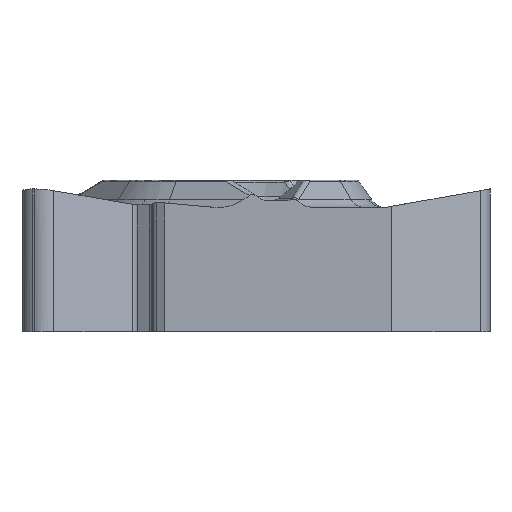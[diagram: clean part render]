
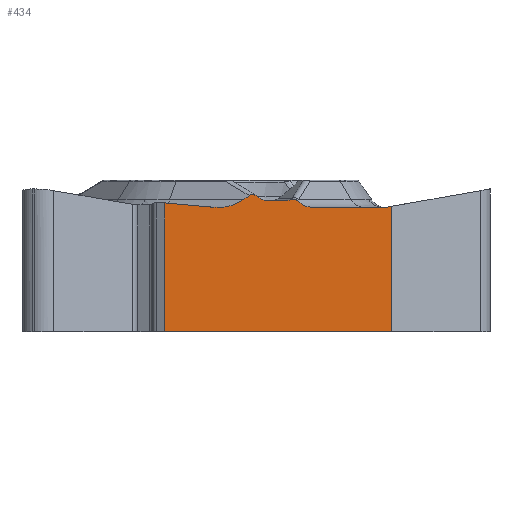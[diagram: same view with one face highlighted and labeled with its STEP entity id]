
A CAD part, left-side view. The second image highlights one B-rep face of the part: STEP entity #434.
In plain terms, the highlighted planar face has unit normal (-1, 0, 0).
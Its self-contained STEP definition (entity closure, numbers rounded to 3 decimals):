
#226=FACE_OUTER_BOUND('',#644,.T.);
#317=ELLIPSE('',#2719,0.309,0.3);
#320=ELLIPSE('',#2724,0.309,0.3);
#321=ELLIPSE('',#2729,1.5,0.75);
#322=ELLIPSE('',#2732,0.884,0.75);
#323=ELLIPSE('',#2734,0.304,0.205);
#335=ELLIPSE('',#2785,1.5,0.75);
#434=ADVANCED_FACE('',(#226),#518,.F.);
#518=PLANE('',#2786);
#644=EDGE_LOOP('',(#1249,#1250,#1251,#1252,#1253,#1254,#1255,#1256,#1257,
#1258,#1259,#1260,#1261,#1262,#1263,#1264,#1265));
#750=CIRCLE('',#2726,0.75);
#1249=ORIENTED_EDGE('',*,*,#2063,.T.);
#1250=ORIENTED_EDGE('',*,*,#2064,.T.);
#1251=ORIENTED_EDGE('',*,*,#2065,.T.);
#1252=ORIENTED_EDGE('',*,*,#2003,.T.);
#1253=ORIENTED_EDGE('',*,*,#1990,.T.);
#1254=ORIENTED_EDGE('',*,*,#1970,.T.);
#1255=ORIENTED_EDGE('',*,*,#1998,.T.);
#1256=ORIENTED_EDGE('',*,*,#2001,.F.);
#1257=ORIENTED_EDGE('',*,*,#1988,.T.);
#1258=ORIENTED_EDGE('',*,*,#1815,.T.);
#1259=ORIENTED_EDGE('',*,*,#1978,.T.);
#1260=ORIENTED_EDGE('',*,*,#1983,.T.);
#1261=ORIENTED_EDGE('',*,*,#1999,.F.);
#1262=ORIENTED_EDGE('',*,*,#1975,.T.);
#1263=ORIENTED_EDGE('',*,*,#1994,.T.);
#1264=ORIENTED_EDGE('',*,*,#2066,.T.);
#1265=ORIENTED_EDGE('',*,*,#2067,.T.);
#1580=VERTEX_POINT('',#3984);
#1581=VERTEX_POINT('',#3986);
#1685=VERTEX_POINT('',#4677);
#1688=VERTEX_POINT('',#4682);
#1689=VERTEX_POINT('',#4686);
#1693=VERTEX_POINT('',#4693);
#1695=VERTEX_POINT('',#4708);
#1699=VERTEX_POINT('',#4724);
#1700=VERTEX_POINT('',#4731);
#1704=VERTEX_POINT('',#4751);
#1706=VERTEX_POINT('',#4757);
#1709=VERTEX_POINT('',#4768);
#1710=VERTEX_POINT('',#4801);
#1744=VERTEX_POINT('',#5165);
#1745=VERTEX_POINT('',#5166);
#1746=VERTEX_POINT('',#5168);
#1747=VERTEX_POINT('',#5171);
#1815=EDGE_CURVE('',#1581,#1580,#2196,.T.);
#1970=EDGE_CURVE('',#1685,#1688,#2258,.T.);
#1975=EDGE_CURVE('',#1689,#1693,#2263,.T.);
#1978=EDGE_CURVE('',#1580,#1695,#317,.T.);
#1983=EDGE_CURVE('',#1695,#1699,#2267,.T.);
#1988=EDGE_CURVE('',#1700,#1581,#320,.T.);
#1990=EDGE_CURVE('',#1704,#1685,#750,.T.);
#1994=EDGE_CURVE('',#1693,#1706,#321,.T.);
#1998=EDGE_CURVE('',#1688,#1709,#322,.T.);
#1999=EDGE_CURVE('',#1689,#1699,#323,.T.);
#2001=EDGE_CURVE('',#1700,#1709,#2570,.T.);
#2003=EDGE_CURVE('',#1710,#1704,#2273,.T.);
#2063=EDGE_CURVE('',#1744,#1745,#2289,.T.);
#2064=EDGE_CURVE('',#1745,#1746,#2290,.T.);
#2065=EDGE_CURVE('',#1746,#1710,#2291,.T.);
#2066=EDGE_CURVE('',#1706,#1747,#335,.T.);
#2067=EDGE_CURVE('',#1747,#1744,#2292,.T.);
#2196=LINE('',#3985,#2364);
#2258=LINE('',#4683,#2426);
#2263=LINE('',#4694,#2431);
#2267=LINE('',#4725,#2435);
#2273=LINE('',#4800,#2441);
#2289=LINE('',#5164,#2457);
#2290=LINE('',#5167,#2458);
#2291=LINE('',#5169,#2459);
#2292=LINE('',#5172,#2460);
#2364=VECTOR('',#2897,1.);
#2426=VECTOR('',#3163,1.);
#2431=VECTOR('',#3170,1.);
#2435=VECTOR('',#3182,1.);
#2441=VECTOR('',#3220,1.);
#2457=VECTOR('',#3330,1.);
#2458=VECTOR('',#3331,1.);
#2459=VECTOR('',#3332,1.);
#2460=VECTOR('',#3335,1.);
#2570=B_SPLINE_CURVE_WITH_KNOTS('',3,(#4774,#4775,#4776,#4777,#4778,#4779,
#4780,#4781,#4782,#4783,#4784,#4785,#4786),.UNSPECIFIED.,.F.,.F.,(4,3,3,
3,4),(0.,0.307,0.616,0.896,1.),
 .UNSPECIFIED.);
#2719=AXIS2_PLACEMENT_3D('',#4709,#3174,#3175);
#2724=AXIS2_PLACEMENT_3D('',#4747,#3188,#3189);
#2726=AXIS2_PLACEMENT_3D('',#4750,#3193,#3194);
#2729=AXIS2_PLACEMENT_3D('',#4758,#3201,#3202);
#2732=AXIS2_PLACEMENT_3D('',#4769,#3208,#3209);
#2734=AXIS2_PLACEMENT_3D('',#4771,#3212,#3213);
#2785=AXIS2_PLACEMENT_3D('',#5170,#3333,#3334);
#2786=AXIS2_PLACEMENT_3D('',#5173,#3336,#3337);
#2897=DIRECTION('',(0.,1.,0.));
#3163=DIRECTION('',(0.,1.,0.));
#3170=DIRECTION('',(0.,0.814,-0.581));
#3174=DIRECTION('',(1.,0.,0.));
#3175=DIRECTION('',(0.,1.,0.));
#3182=DIRECTION('',(0.,0.775,0.631));
#3188=DIRECTION('',(1.,0.,0.));
#3189=DIRECTION('',(0.,1.,0.));
#3193=DIRECTION('',(1.,0.,0.));
#3194=DIRECTION('',(0.,1.,0.));
#3201=DIRECTION('',(1.,0.,0.));
#3202=DIRECTION('',(0.,1.,0.));
#3208=DIRECTION('',(1.,0.,0.));
#3209=DIRECTION('',(0.,1.,0.));
#3212=DIRECTION('',(1.,0.,0.));
#3213=DIRECTION('',(0.,-0.858,-0.514));
#3220=DIRECTION('',(0.,0.985,-0.174));
#3330=DIRECTION('',(0.,0.,-1.));
#3331=DIRECTION('',(0.,-1.,0.));
#3332=DIRECTION('',(0.,0.,1.));
#3333=DIRECTION('',(1.,0.,0.));
#3334=DIRECTION('',(0.,1.,0.));
#3335=DIRECTION('',(0.,0.996,0.088));
#3336=DIRECTION('',(1.,0.,0.));
#3337=DIRECTION('',(0.,1.,0.));
#3984=CARTESIAN_POINT('',(-6.35,-1.132,-0.31));
#3985=CARTESIAN_POINT('',(-6.35,0.,-0.31));
#3986=CARTESIAN_POINT('',(-6.35,-2.034,-0.31));
#4677=CARTESIAN_POINT('',(-6.35,-5.832,-0.6));
#4682=CARTESIAN_POINT('',(-6.35,-3.088,-0.6));
#4683=CARTESIAN_POINT('',(-6.35,0.,-0.6));
#4686=CARTESIAN_POINT('',(-6.35,-0.483,-0.121));
#4693=CARTESIAN_POINT('',(-6.35,-0.234,-0.299));
#4694=CARTESIAN_POINT('',(-6.35,-12.043,8.134));
#4708=CARTESIAN_POINT('',(-6.35,-0.934,-0.24));
#4709=CARTESIAN_POINT('',(-6.35,-1.132,-0.01));
#4724=CARTESIAN_POINT('',(-6.35,-0.862,-0.181));
#4725=CARTESIAN_POINT('',(-6.35,11.986,10.279));
#4731=CARTESIAN_POINT('',(-6.35,-2.162,-0.283));
#4747=CARTESIAN_POINT('',(-6.35,-2.034,-0.01));
#4750=CARTESIAN_POINT('',(-6.35,-5.832,0.15));
#4751=CARTESIAN_POINT('',(-6.35,-5.962,-0.589));
#4757=CARTESIAN_POINT('',(-6.35,0.665,-0.6));
#4758=CARTESIAN_POINT('',(-6.35,0.994,0.132));
#4768=CARTESIAN_POINT('',(-6.35,-2.401,-0.322));
#4769=CARTESIAN_POINT('',(-6.35,-3.088,0.15));
#4771=CARTESIAN_POINT('',(-6.35,-0.704,-0.32));
#4774=CARTESIAN_POINT('',(-6.35,-2.162,-0.283));
#4775=CARTESIAN_POINT('',(-6.35,-2.186,-0.273));
#4776=CARTESIAN_POINT('',(-6.35,-2.212,-0.266));
#4777=CARTESIAN_POINT('',(-6.35,-2.238,-0.264));
#4778=CARTESIAN_POINT('',(-6.35,-2.264,-0.261));
#4779=CARTESIAN_POINT('',(-6.35,-2.292,-0.264));
#4780=CARTESIAN_POINT('',(-6.35,-2.317,-0.271));
#4781=CARTESIAN_POINT('',(-6.35,-2.34,-0.278));
#4782=CARTESIAN_POINT('',(-6.35,-2.362,-0.289));
#4783=CARTESIAN_POINT('',(-6.35,-2.381,-0.304));
#4784=CARTESIAN_POINT('',(-6.35,-2.388,-0.31));
#4785=CARTESIAN_POINT('',(-6.35,-2.395,-0.316));
#4786=CARTESIAN_POINT('',(-6.35,-2.401,-0.322));
#4800=CARTESIAN_POINT('',(-6.35,-4.556,-0.837));
#4801=CARTESIAN_POINT('',(-6.35,-6.171,-0.552));
#5164=CARTESIAN_POINT('',(-6.35,2.895,25.));
#5165=CARTESIAN_POINT('',(-6.35,2.895,-0.415));
#5166=CARTESIAN_POINT('',(-6.35,2.895,-5.56));
#5167=CARTESIAN_POINT('',(-6.35,0.,-5.56));
#5168=CARTESIAN_POINT('',(-6.35,-6.171,-5.56));
#5169=CARTESIAN_POINT('',(-6.35,-6.171,25.));
#5170=CARTESIAN_POINT('',(-6.35,0.665,0.15));
#5171=CARTESIAN_POINT('',(-6.35,0.925,-0.589));
#5172=CARTESIAN_POINT('',(-6.35,7.512,-0.008));
#5173=CARTESIAN_POINT('',(-6.35,0.,25.));
